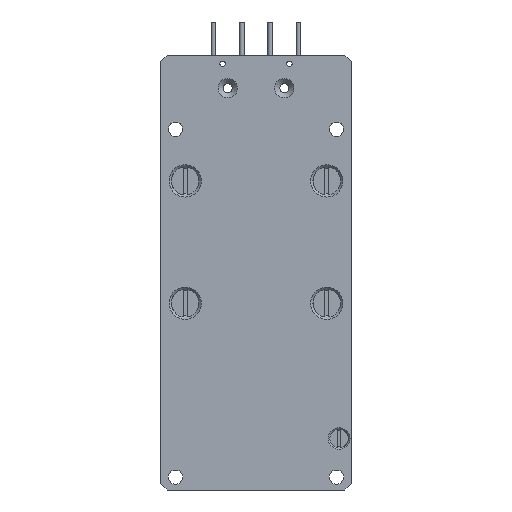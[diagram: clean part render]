
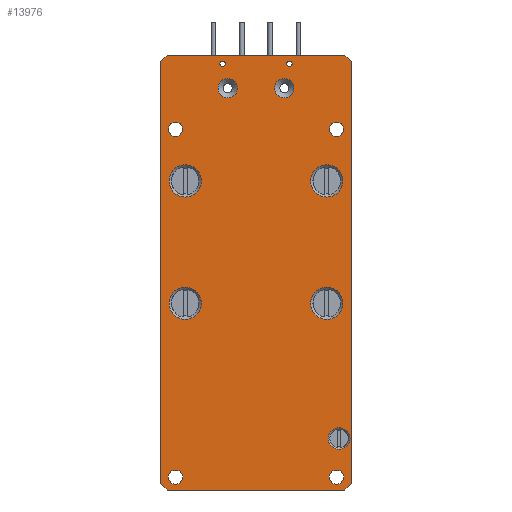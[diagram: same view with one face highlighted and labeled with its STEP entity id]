
A CAD part, front view. The second image highlights one B-rep face of the part: STEP entity #13976.
In plain terms, the highlighted planar face has unit normal (0, -1, 0).
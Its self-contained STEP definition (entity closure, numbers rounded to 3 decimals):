
#13976=ADVANCED_FACE('',(#68479,#68481,#68483,#68485,#68487,#68489,#68491,#68493,
#68495,#68497,#68499,#68501,#68503,#68505),#68507,.F.);
#68479=FACE_BOUND('',#68480,.T.);
#68480=EDGE_LOOP('',(#112543,#112544,#112545,#112546,#112547,#112548,#112549,#112550));
#68481=FACE_BOUND('',#68482,.T.);
#68482=EDGE_LOOP('',(#112551));
#68483=FACE_BOUND('',#68484,.T.);
#68484=EDGE_LOOP('',(#112552));
#68485=FACE_BOUND('',#68486,.T.);
#68486=EDGE_LOOP('',(#112553));
#68487=FACE_BOUND('',#68488,.T.);
#68488=EDGE_LOOP('',(#112554));
#68489=FACE_BOUND('',#68490,.T.);
#68490=EDGE_LOOP('',(#112555));
#68491=FACE_BOUND('',#68492,.T.);
#68492=EDGE_LOOP('',(#112556));
#68493=FACE_BOUND('',#68494,.T.);
#68494=EDGE_LOOP('',(#112557));
#68495=FACE_BOUND('',#68496,.T.);
#68496=EDGE_LOOP('',(#112558));
#68497=FACE_BOUND('',#68498,.T.);
#68498=EDGE_LOOP('',(#112559));
#68499=FACE_BOUND('',#68500,.T.);
#68500=EDGE_LOOP('',(#112560));
#68501=FACE_BOUND('',#68502,.T.);
#68502=EDGE_LOOP('',(#112561));
#68503=FACE_BOUND('',#68504,.T.);
#68504=EDGE_LOOP('',(#112562));
#68505=FACE_BOUND('',#68506,.T.);
#68506=EDGE_LOOP('',(#112563));
#68507=PLANE('',#68508);
#68508=AXIS2_PLACEMENT_3D('',#68509,#68510,#68511);
#68509=CARTESIAN_POINT('',(0.,-6.,0.));
#68510=DIRECTION('',(0.,1.,0.));
#68511=DIRECTION('',(1.,0.,0.));
#112543=ORIENTED_EDGE('',*,*,#144836,.F.);
#112544=ORIENTED_EDGE('',*,*,#144837,.F.);
#112545=ORIENTED_EDGE('',*,*,#144838,.F.);
#112546=ORIENTED_EDGE('',*,*,#144839,.F.);
#112547=ORIENTED_EDGE('',*,*,#144840,.F.);
#112548=ORIENTED_EDGE('',*,*,#144841,.F.);
#112549=ORIENTED_EDGE('',*,*,#144842,.F.);
#112550=ORIENTED_EDGE('',*,*,#144843,.F.);
#112551=ORIENTED_EDGE('',*,*,#144844,.T.);
#112552=ORIENTED_EDGE('',*,*,#144845,.T.);
#112553=ORIENTED_EDGE('',*,*,#144846,.T.);
#112554=ORIENTED_EDGE('',*,*,#144847,.T.);
#112555=ORIENTED_EDGE('',*,*,#144848,.T.);
#112556=ORIENTED_EDGE('',*,*,#144849,.T.);
#112557=ORIENTED_EDGE('',*,*,#144850,.T.);
#112558=ORIENTED_EDGE('',*,*,#144851,.T.);
#112559=ORIENTED_EDGE('',*,*,#144852,.T.);
#112560=ORIENTED_EDGE('',*,*,#144853,.T.);
#112561=ORIENTED_EDGE('',*,*,#144854,.T.);
#112562=ORIENTED_EDGE('',*,*,#144855,.T.);
#112563=ORIENTED_EDGE('',*,*,#144856,.T.);
#144836=EDGE_CURVE('',#164957,#164958,#164959,.T.);
#144837=EDGE_CURVE('',#164960,#164957,#164961,.T.);
#144838=EDGE_CURVE('',#164962,#164960,#164963,.T.);
#144839=EDGE_CURVE('',#164964,#164962,#164965,.T.);
#144840=EDGE_CURVE('',#164966,#164964,#164967,.T.);
#144841=EDGE_CURVE('',#164968,#164966,#164969,.T.);
#144842=EDGE_CURVE('',#164970,#164968,#164971,.T.);
#144843=EDGE_CURVE('',#164958,#164970,#164972,.T.);
#144844=EDGE_CURVE('',#164973,#164973,#164974,.T.);
#144845=EDGE_CURVE('',#164975,#164975,#164976,.T.);
#144846=EDGE_CURVE('',#164977,#164977,#164978,.T.);
#144847=EDGE_CURVE('',#164979,#164979,#164980,.T.);
#144848=EDGE_CURVE('',#164981,#164981,#164982,.T.);
#144849=EDGE_CURVE('',#164983,#164983,#164984,.T.);
#144850=EDGE_CURVE('',#164985,#164985,#164986,.T.);
#144851=EDGE_CURVE('',#164987,#164987,#164988,.T.);
#144852=EDGE_CURVE('',#164989,#164989,#164990,.T.);
#144853=EDGE_CURVE('',#164991,#164991,#164992,.T.);
#144854=EDGE_CURVE('',#164993,#164993,#164994,.T.);
#144855=EDGE_CURVE('',#164995,#164995,#164996,.T.);
#144856=EDGE_CURVE('',#164997,#164997,#164998,.T.);
#164957=VERTEX_POINT('',#203655);
#164958=VERTEX_POINT('',#203656);
#164959=LINE('',#203657,#203658);
#164960=VERTEX_POINT('',#203660);
#164961=LINE('',#203661,#203662);
#164962=VERTEX_POINT('',#203664);
#164963=LINE('',#203665,#203666);
#164964=VERTEX_POINT('',#203668);
#164965=LINE('',#203669,#203670);
#164966=VERTEX_POINT('',#203672);
#164967=LINE('',#203673,#203674);
#164968=VERTEX_POINT('',#203676);
#164969=LINE('',#203677,#203678);
#164970=VERTEX_POINT('',#203680);
#164971=LINE('',#203681,#203682);
#164972=LINE('',#203684,#203685);
#164973=VERTEX_POINT('',#203687);
#164974=CIRCLE('',#203688,7.5);
#164975=VERTEX_POINT('',#203692);
#164976=CIRCLE('',#203693,8.5);
#164977=VERTEX_POINT('',#203697);
#164978=CIRCLE('',#203698,12.5);
#164979=VERTEX_POINT('',#203702);
#164980=CIRCLE('',#203703,12.5);
#164981=VERTEX_POINT('',#203707);
#164982=CIRCLE('',#203708,2.068);
#164983=VERTEX_POINT('',#203712);
#164984=CIRCLE('',#203713,2.068);
#164985=VERTEX_POINT('',#203717);
#164986=CIRCLE('',#203718,5.5);
#164987=VERTEX_POINT('',#203722);
#164988=CIRCLE('',#203723,5.5);
#164989=VERTEX_POINT('',#203727);
#164990=CIRCLE('',#203728,5.5);
#164991=VERTEX_POINT('',#203732);
#164992=CIRCLE('',#203733,5.5);
#164993=VERTEX_POINT('',#203737);
#164994=CIRCLE('',#203738,12.5);
#164995=VERTEX_POINT('',#203742);
#164996=CIRCLE('',#203743,12.5);
#164997=VERTEX_POINT('',#203747);
#164998=CIRCLE('',#203748,7.5);
#203655=CARTESIAN_POINT('',(-74.,-6.,-155.));
#203656=CARTESIAN_POINT('',(-74.,-6.,172.5));
#203657=CARTESIAN_POINT('',(-74.,-6.,-155.));
#203658=VECTOR('',#203659,1.);
#203659=DIRECTION('',(0.,0.,1.));
#203660=CARTESIAN_POINT('',(-69.,-6.,-160.));
#203661=CARTESIAN_POINT('',(-69.,-6.,-160.));
#203662=VECTOR('',#203663,1.);
#203663=DIRECTION('',(-0.707,0.,0.707));
#203664=CARTESIAN_POINT('',(69.,-6.,-160.));
#203665=CARTESIAN_POINT('',(69.,-6.,-160.));
#203666=VECTOR('',#203667,1.);
#203667=DIRECTION('',(-1.,0.,0.));
#203668=CARTESIAN_POINT('',(74.,-6.,-155.));
#203669=CARTESIAN_POINT('',(74.,-6.,-155.));
#203670=VECTOR('',#203671,1.);
#203671=DIRECTION('',(-0.707,0.,-0.707));
#203672=CARTESIAN_POINT('',(74.,-6.,172.5));
#203673=CARTESIAN_POINT('',(74.,-6.,172.5));
#203674=VECTOR('',#203675,1.);
#203675=DIRECTION('',(0.,0.,-1.));
#203676=CARTESIAN_POINT('',(69.,-6.,177.5));
#203677=CARTESIAN_POINT('',(69.,-6.,177.5));
#203678=VECTOR('',#203679,1.);
#203679=DIRECTION('',(0.707,0.,-0.707));
#203680=CARTESIAN_POINT('',(-69.,-6.,177.5));
#203681=CARTESIAN_POINT('',(-69.,-6.,177.5));
#203682=VECTOR('',#203683,1.);
#203683=DIRECTION('',(1.,0.,0.));
#203684=CARTESIAN_POINT('',(-74.,-6.,172.5));
#203685=VECTOR('',#203686,1.);
#203686=DIRECTION('',(0.707,0.,0.707));
#203687=CARTESIAN_POINT('',(29.5,-6.,152.));
#203688=AXIS2_PLACEMENT_3D('',#203689,#203690,#203691);
#203689=CARTESIAN_POINT('',(22.,-6.,152.));
#203690=DIRECTION('',(0.,1.,0.));
#203691=DIRECTION('',(1.,0.,0.));
#203692=CARTESIAN_POINT('',(73.,-6.,-120.));
#203693=AXIS2_PLACEMENT_3D('',#203694,#203695,#203696);
#203694=CARTESIAN_POINT('',(64.5,-6.,-120.));
#203695=DIRECTION('',(0.,1.,0.));
#203696=DIRECTION('',(1.,0.,0.));
#203697=CARTESIAN_POINT('',(-42.5,-6.,-15.));
#203698=AXIS2_PLACEMENT_3D('',#203699,#203700,#203701);
#203699=CARTESIAN_POINT('',(-55.,-6.,-15.));
#203700=DIRECTION('',(0.,1.,0.));
#203701=DIRECTION('',(1.,0.,0.));
#203702=CARTESIAN_POINT('',(67.5,-6.,80.));
#203703=AXIS2_PLACEMENT_3D('',#203704,#203705,#203706);
#203704=CARTESIAN_POINT('',(55.,-6.,80.));
#203705=DIRECTION('',(0.,1.,0.));
#203706=DIRECTION('',(1.,0.,0.));
#203707=CARTESIAN_POINT('',(-23.932,-6.,171.));
#203708=AXIS2_PLACEMENT_3D('',#203709,#203710,#203711);
#203709=CARTESIAN_POINT('',(-26.,-6.,171.));
#203710=DIRECTION('',(0.,1.,0.));
#203711=DIRECTION('',(1.,0.,0.));
#203712=CARTESIAN_POINT('',(28.068,-6.,171.));
#203713=AXIS2_PLACEMENT_3D('',#203714,#203715,#203716);
#203714=CARTESIAN_POINT('',(26.,-6.,171.));
#203715=DIRECTION('',(0.,1.,0.));
#203716=DIRECTION('',(1.,0.,0.));
#203717=CARTESIAN_POINT('',(-57.,-6.,-150.));
#203718=AXIS2_PLACEMENT_3D('',#203719,#203720,#203721);
#203719=CARTESIAN_POINT('',(-62.5,-6.,-150.));
#203720=DIRECTION('',(0.,1.,0.));
#203721=DIRECTION('',(1.,0.,0.));
#203722=CARTESIAN_POINT('',(68.,-6.,-150.));
#203723=AXIS2_PLACEMENT_3D('',#203724,#203725,#203726);
#203724=CARTESIAN_POINT('',(62.5,-6.,-150.));
#203725=DIRECTION('',(0.,1.,0.));
#203726=DIRECTION('',(1.,0.,0.));
#203727=CARTESIAN_POINT('',(68.,-6.,120.));
#203728=AXIS2_PLACEMENT_3D('',#203729,#203730,#203731);
#203729=CARTESIAN_POINT('',(62.5,-6.,120.));
#203730=DIRECTION('',(0.,1.,0.));
#203731=DIRECTION('',(1.,0.,0.));
#203732=CARTESIAN_POINT('',(-57.,-6.,120.));
#203733=AXIS2_PLACEMENT_3D('',#203734,#203735,#203736);
#203734=CARTESIAN_POINT('',(-62.5,-6.,120.));
#203735=DIRECTION('',(0.,1.,0.));
#203736=DIRECTION('',(1.,0.,0.));
#203737=CARTESIAN_POINT('',(67.5,-6.,-15.));
#203738=AXIS2_PLACEMENT_3D('',#203739,#203740,#203741);
#203739=CARTESIAN_POINT('',(55.,-6.,-15.));
#203740=DIRECTION('',(0.,1.,0.));
#203741=DIRECTION('',(1.,0.,0.));
#203742=CARTESIAN_POINT('',(-42.5,-6.,80.));
#203743=AXIS2_PLACEMENT_3D('',#203744,#203745,#203746);
#203744=CARTESIAN_POINT('',(-55.,-6.,80.));
#203745=DIRECTION('',(0.,1.,0.));
#203746=DIRECTION('',(1.,0.,0.));
#203747=CARTESIAN_POINT('',(-14.5,-6.,152.));
#203748=AXIS2_PLACEMENT_3D('',#203749,#203750,#203751);
#203749=CARTESIAN_POINT('',(-22.,-6.,152.));
#203750=DIRECTION('',(0.,1.,0.));
#203751=DIRECTION('',(1.,0.,0.));
